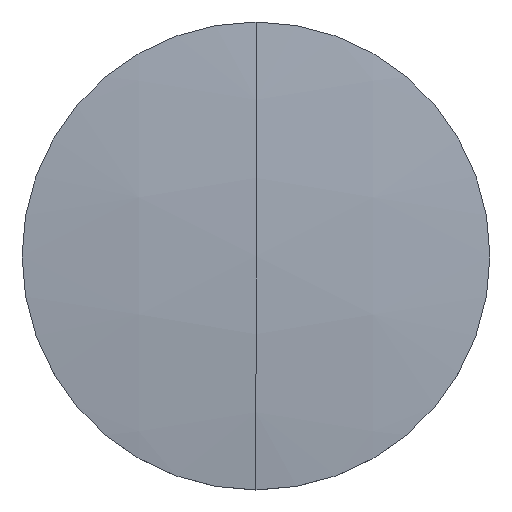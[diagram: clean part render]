
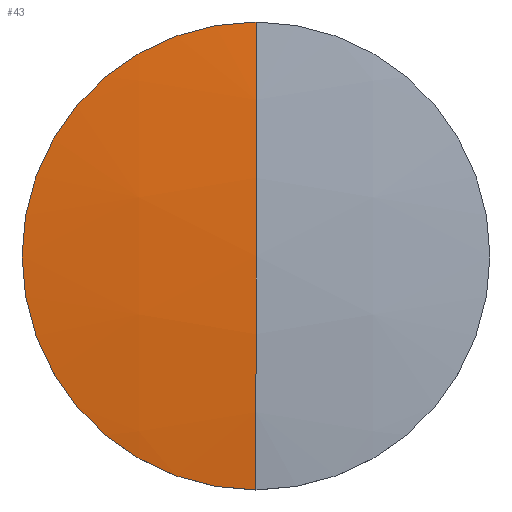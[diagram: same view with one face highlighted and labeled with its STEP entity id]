
A CAD part, top view. The second image highlights one B-rep face of the part: STEP entity #43.
In plain terms, the highlighted spherical face has radius 206.03 mm.
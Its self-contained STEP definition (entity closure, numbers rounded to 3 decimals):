
#33 = EDGE_CURVE ( 'NONE', #41, #47, #184, .T. ) ;
#34 = ORIENTED_EDGE ( 'NONE', *, *, #52, .F. ) ;
#38 = ORIENTED_EDGE ( 'NONE', *, *, #39, .T. ) ;
#39 = EDGE_CURVE ( 'NONE', #40, #41, #195, .T. ) ;
#40 = VERTEX_POINT ( 'NONE', #137 ) ;
#41 = VERTEX_POINT ( 'NONE', #136 ) ;
#42 = ORIENTED_EDGE ( 'NONE', *, *, #33, .T. ) ;
#43 = ADVANCED_FACE ( 'NONE', ( #135 ), #119, .T. ) ;
#44 = EDGE_LOOP ( 'NONE', ( #38, #42, #34, #48 ) ) ;
#47 = VERTEX_POINT ( 'NONE', #165 ) ;
#48 = ORIENTED_EDGE ( 'NONE', *, *, #51, .T. ) ;
#51 = EDGE_CURVE ( 'NONE', #59, #40, #164, .T. ) ;
#52 = EDGE_CURVE ( 'NONE', #59, #47, #159, .T. ) ;
#59 = VERTEX_POINT ( 'NONE', #229 ) ;
#115 = DIRECTION ( 'NONE',  ( 0., 1., 0. ) ) ;
#116 = DIRECTION ( 'NONE',  ( -1., 0., 0. ) ) ;
#117 = CARTESIAN_POINT ( 'NONE',  ( 0., 0., -203.745 ) ) ;
#118 = AXIS2_PLACEMENT_3D ( 'NONE', #117, #116, #115 ) ;
#119 = SPHERICAL_SURFACE ( 'NONE', #118, 206.03 ) ;
#135 = FACE_OUTER_BOUND ( 'NONE', #44, .T. ) ;
#136 = CARTESIAN_POINT ( 'NONE',  ( 0., -25.4, 0.713 ) ) ;
#137 = CARTESIAN_POINT ( 'NONE',  ( -25.4, 0., 0.713 ) ) ;
#155 = DIRECTION ( 'NONE',  ( 0., 0., -1. ) ) ;
#156 = DIRECTION ( 'NONE',  ( 1., 0., 0. ) ) ;
#157 = CARTESIAN_POINT ( 'NONE',  ( 0., 0., -203.745 ) ) ;
#158 = AXIS2_PLACEMENT_3D ( 'NONE', #157, #156, #155 ) ;
#159 = CIRCLE ( 'NONE', #158, 206.03 ) ;
#160 = DIRECTION ( 'NONE',  ( 1., 0., 0. ) ) ;
#161 = DIRECTION ( 'NONE',  ( 0., 0., 1. ) ) ;
#162 = CARTESIAN_POINT ( 'NONE',  ( 0., 0., 0.713 ) ) ;
#163 = AXIS2_PLACEMENT_3D ( 'NONE', #162, #161, #160 ) ;
#164 = CIRCLE ( 'NONE', #163, 25.4 ) ;
#165 = CARTESIAN_POINT ( 'NONE',  ( 0., 0., 2.285 ) ) ;
#182 = CARTESIAN_POINT ( 'NONE',  ( 0., 0., -203.745 ) ) ;
#183 = AXIS2_PLACEMENT_3D ( 'NONE', #182, #202, #201 ) ;
#184 = CIRCLE ( 'NONE', #183, 206.03 ) ;
#192 = DIRECTION ( 'NONE',  ( 1., 0., 0. ) ) ;
#193 = DIRECTION ( 'NONE',  ( 0., 0., 1. ) ) ;
#194 = AXIS2_PLACEMENT_3D ( 'NONE', #200, #193, #192 ) ;
#195 = CIRCLE ( 'NONE', #194, 25.4 ) ;
#200 = CARTESIAN_POINT ( 'NONE',  ( 0., 0., 0.713 ) ) ;
#201 = DIRECTION ( 'NONE',  ( 0., -1., 0. ) ) ;
#202 = DIRECTION ( 'NONE',  ( -1., 0., 0. ) ) ;
#229 = CARTESIAN_POINT ( 'NONE',  ( 0., 25.4, 0.713 ) ) ;
